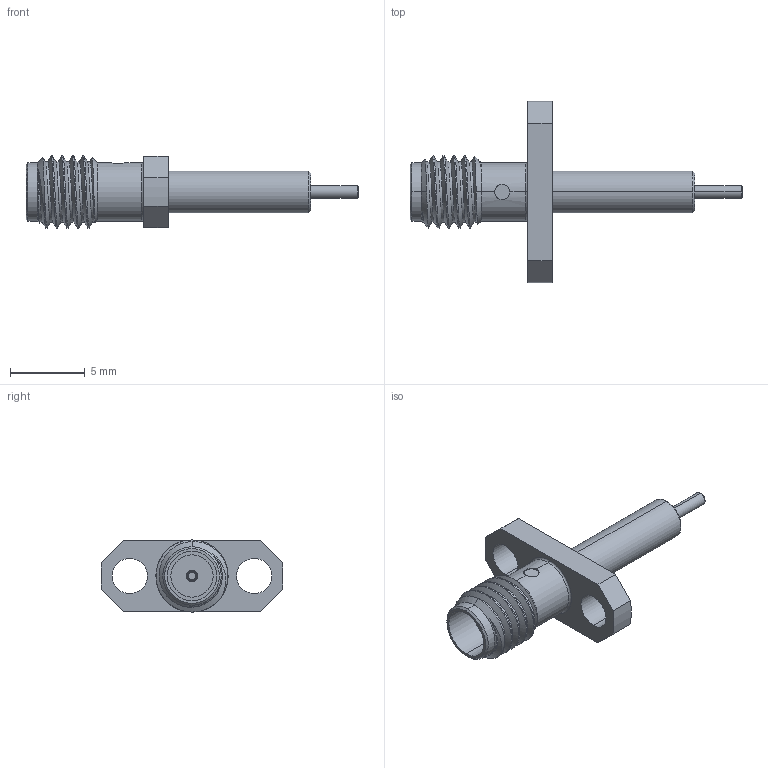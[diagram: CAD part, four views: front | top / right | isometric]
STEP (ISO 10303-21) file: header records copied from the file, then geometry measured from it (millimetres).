
FILE_DESCRIPTION (( 'STEP AP203' ), '1' );
FILE_NAME ('PE44433.step', '2018-11-14T00:19:35', ( '' ), ( '' ), 'SwSTEP 2.0', 'SolidWorks 2017', '' );
FILE_SCHEMA (( 'CONFIG_CONTROL_DESIGN' ));
Length unit declared in the file: inch
Products named in the file (1): PE44433
Bounding box: 22.23 x 12.18 x 4.83 mm (x, y, z)
Volume: 220.2 mm3; surface area: 424.4 mm2
Topology: 1 solids, 1 shells, 90 faces, 230 edges, 148 vertices
Faces by surface type: plane 35, cylinder 34, cone 16, bspline 3, torus 2
Entity records: 4681 total; most frequent: CARTESIAN_POINT 2479, ORIENTED_EDGE 460, DIRECTION 424, EDGE_CURVE 230, AXIS2_PLACEMENT_3D 162, VERTEX_POINT 148, VECTOR 100, LINE 100
